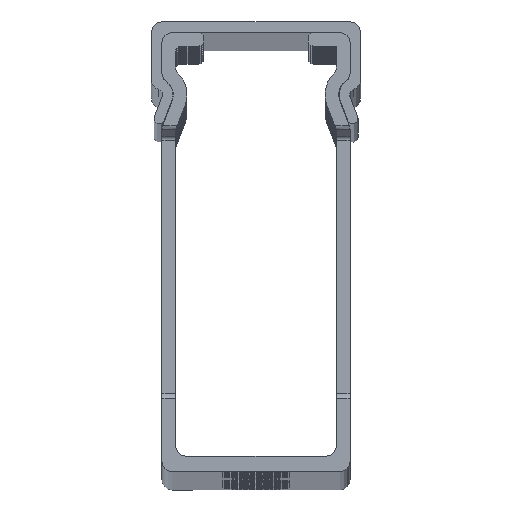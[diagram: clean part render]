
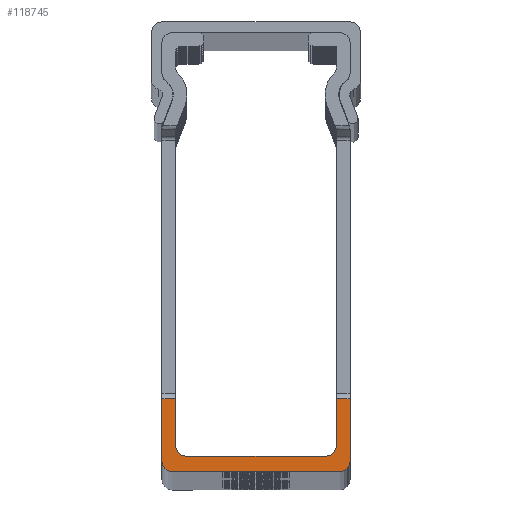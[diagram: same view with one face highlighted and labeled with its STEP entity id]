
A CAD part, top view. The second image highlights one B-rep face of the part: STEP entity #118745.
In plain terms, the highlighted planar face has unit normal (0, 0, 1).
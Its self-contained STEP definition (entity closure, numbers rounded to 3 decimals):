
#3892=PLANE('',#131816);
#11863=VECTOR('',#156645,1.);
#12444=VECTOR('',#158189,1.);
#12948=VECTOR('',#159496,1.);
#12978=VECTOR('',#159600,1.);
#13559=VECTOR('',#161144,1.);
#14063=VECTOR('',#162451,1.);
#14073=VECTOR('',#162486,1.);
#14074=VECTOR('',#162487,1.);
#23158=LINE('',#200309,#11863);
#23739=LINE('',#202332,#12444);
#24243=LINE('',#204041,#12948);
#24273=LINE('',#204186,#12978);
#24854=LINE('',#206209,#13559);
#25358=LINE('',#207918,#14063);
#25368=LINE('',#207969,#14073);
#25369=LINE('',#207970,#14074);
#36942=VERTEX_POINT('',#200308);
#36943=VERTEX_POINT('',#200310);
#37741=VERTEX_POINT('',#202007);
#37903=VERTEX_POINT('',#202333);
#37905=VERTEX_POINT('',#202339);
#38706=VERTEX_POINT('',#204042);
#38744=VERTEX_POINT('',#204185);
#38745=VERTEX_POINT('',#204187);
#39543=VERTEX_POINT('',#205884);
#39705=VERTEX_POINT('',#206210);
#39707=VERTEX_POINT('',#206216);
#40508=VERTEX_POINT('',#207919);
#44353=CIRCLE('',#130394,1.);
#44435=CIRCLE('',#130478,1.);
#45253=CIRCLE('',#131318,1.);
#45335=CIRCLE('',#131402,1.);
#58023=EDGE_CURVE('',#36943,#36942,#23158,.T.);
#58921=EDGE_CURVE('',#37741,#36943,#44353,.T.);
#59084=EDGE_CURVE('',#37903,#37741,#23739,.T.);
#59087=EDGE_CURVE('',#37905,#37903,#44435,.T.);
#59988=EDGE_CURVE('',#38706,#37905,#24243,.T.);
#60046=EDGE_CURVE('',#38745,#38744,#24273,.T.);
#60944=EDGE_CURVE('',#39543,#38745,#45253,.F.);
#61107=EDGE_CURVE('',#39705,#39543,#24854,.T.);
#61110=EDGE_CURVE('',#39707,#39705,#45335,.F.);
#62011=EDGE_CURVE('',#40508,#39707,#25358,.T.);
#62031=EDGE_CURVE('',#36942,#40508,#25368,.T.);
#62032=EDGE_CURVE('',#38744,#38706,#25369,.T.);
#84677=ORIENTED_EDGE('',*,*,#58023,.T.);
#84678=ORIENTED_EDGE('',*,*,#62031,.T.);
#84679=ORIENTED_EDGE('',*,*,#62011,.T.);
#84680=ORIENTED_EDGE('',*,*,#61110,.T.);
#84681=ORIENTED_EDGE('',*,*,#61107,.T.);
#84682=ORIENTED_EDGE('',*,*,#60944,.T.);
#84683=ORIENTED_EDGE('',*,*,#60046,.T.);
#84684=ORIENTED_EDGE('',*,*,#62032,.T.);
#84685=ORIENTED_EDGE('',*,*,#59988,.T.);
#84686=ORIENTED_EDGE('',*,*,#59087,.T.);
#84687=ORIENTED_EDGE('',*,*,#59084,.T.);
#84688=ORIENTED_EDGE('',*,*,#58921,.T.);
#106059=EDGE_LOOP('',(#84677,#84678,#84679,#84680,#84681,#84682,#84683,
#84684,#84685,#84686,#84687,#84688));
#112442=FACE_BOUND('',#106059,.T.);
#118745=ADVANCED_FACE('',(#112442),#3892,.F.);
#130394=AXIS2_PLACEMENT_3D('',#202006,#157943,#157944);
#130478=AXIS2_PLACEMENT_3D('',#202338,#158194,#158195);
#131318=AXIS2_PLACEMENT_3D('',#205883,#160898,#160899);
#131402=AXIS2_PLACEMENT_3D('',#206215,#161149,#161150);
#131816=AXIS2_PLACEMENT_3D('',#207968,#162485,$);
#156645=DIRECTION('',(0.,1.,0.));
#157943=DIRECTION('',(0.,0.,1.));
#157944=DIRECTION('',(1.,0.,0.));
#158189=DIRECTION('',(1.,0.,0.));
#158194=DIRECTION('',(0.,0.,1.));
#158195=DIRECTION('',(1.,0.,0.));
#159496=DIRECTION('',(0.,-1.,0.));
#159600=DIRECTION('',(0.,1.,0.));
#160898=DIRECTION('',(0.,0.,1.));
#160899=DIRECTION('',(1.,0.,0.));
#161144=DIRECTION('',(-1.,0.,0.));
#161149=DIRECTION('',(0.,0.,1.));
#161150=DIRECTION('',(1.,0.,0.));
#162451=DIRECTION('',(0.,-1.,0.));
#162485=DIRECTION('',(0.,0.,-1.));
#162486=DIRECTION('',(-1.,0.,0.));
#162487=DIRECTION('',(-1.,0.,0.));
#200308=CARTESIAN_POINT('',(9.,7.,0.));
#200309=CARTESIAN_POINT('',(9.,19.864,0.));
#200310=CARTESIAN_POINT('',(9.,1.,0.));
#202006=CARTESIAN_POINT('',(8.,1.,0.));
#202007=CARTESIAN_POINT('',(8.,0.,0.));
#202332=CARTESIAN_POINT('',(5.025,0.,0.));
#202333=CARTESIAN_POINT('',(-8.,0.,0.));
#202338=CARTESIAN_POINT('',(-8.,1.,0.));
#202339=CARTESIAN_POINT('',(-9.,1.,0.));
#204041=CARTESIAN_POINT('',(-9.,19.864,0.));
#204042=CARTESIAN_POINT('',(-9.,7.,0.));
#204185=CARTESIAN_POINT('',(-7.7,7.,0.));
#204186=CARTESIAN_POINT('',(-7.7,35.602,0.));
#204187=CARTESIAN_POINT('',(-7.7,2.5,0.));
#205883=CARTESIAN_POINT('',(-6.7,2.5,0.));
#205884=CARTESIAN_POINT('',(-6.7,1.5,0.));
#206209=CARTESIAN_POINT('',(0.,1.5,0.));
#206210=CARTESIAN_POINT('',(6.7,1.5,0.));
#206215=CARTESIAN_POINT('',(6.7,2.5,0.));
#206216=CARTESIAN_POINT('',(7.7,2.5,0.));
#207918=CARTESIAN_POINT('',(7.7,35.602,0.));
#207919=CARTESIAN_POINT('',(7.7,7.,0.));
#207968=CARTESIAN_POINT('',(6.7,38.727,0.));
#207969=CARTESIAN_POINT('',(-1.15,7.,0.));
#207970=CARTESIAN_POINT('',(-1.15,7.,0.));
